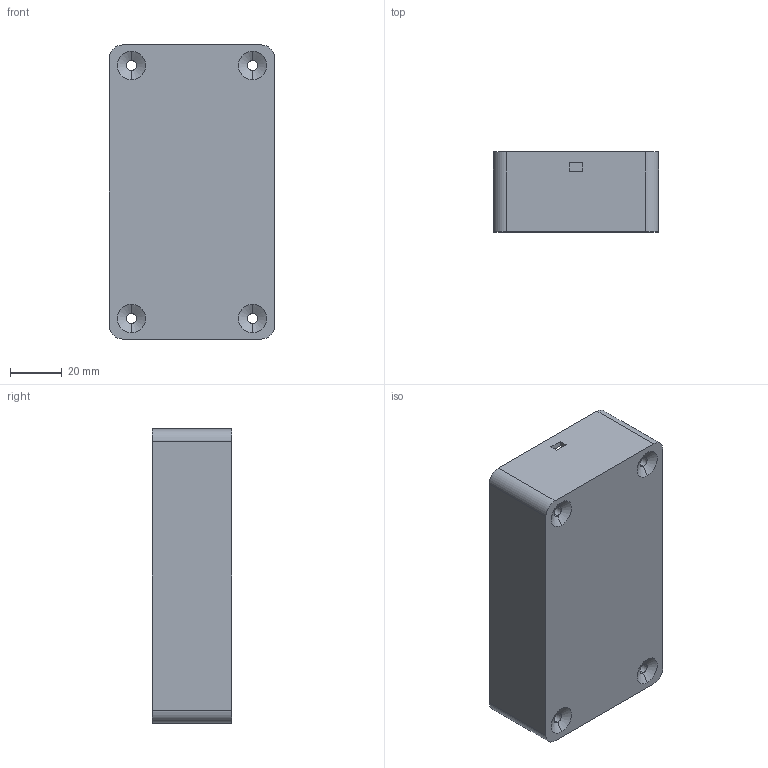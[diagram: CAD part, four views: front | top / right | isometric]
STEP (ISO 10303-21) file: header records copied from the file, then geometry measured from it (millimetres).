
FILE_DESCRIPTION (( 'STEP AP214' ), '1' );
FILE_NAME ('ACDC êîíâåðòåð.STEP', '2024-07-16T10:07:20', ( '' ), ( '' ), 'SwSTEP 2.0', 'SolidWorks 2021', '' );
FILE_SCHEMA (( 'AUTOMOTIVE_DESIGN' ));
Length unit declared in the file: millimetre
Products named in the file (1): ACDC êîíâåðòåð
Bounding box: 64 x 31 x 114 mm (x, y, z)
Volume: 40944.5 mm3; surface area: 35122.7 mm2
Topology: 1 solids, 1 shells, 55 faces, 136 edges, 88 vertices
Faces by surface type: cylinder 24, plane 23, cone 8
Entity records: 1700 total; most frequent: DIRECTION 304, CARTESIAN_POINT 280, ORIENTED_EDGE 272, EDGE_CURVE 136, AXIS2_PLACEMENT_3D 112, VERTEX_POINT 88, LINE 80, VECTOR 80
